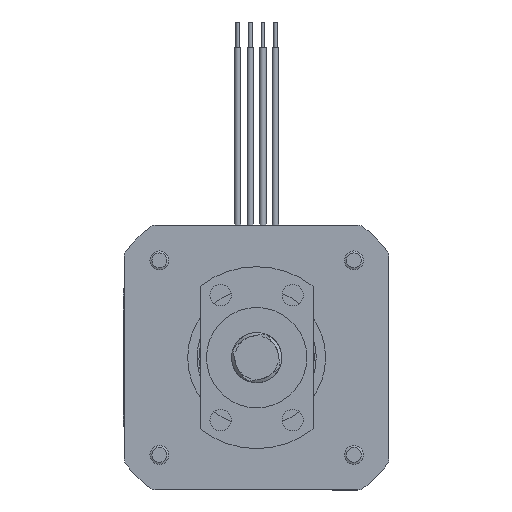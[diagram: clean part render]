
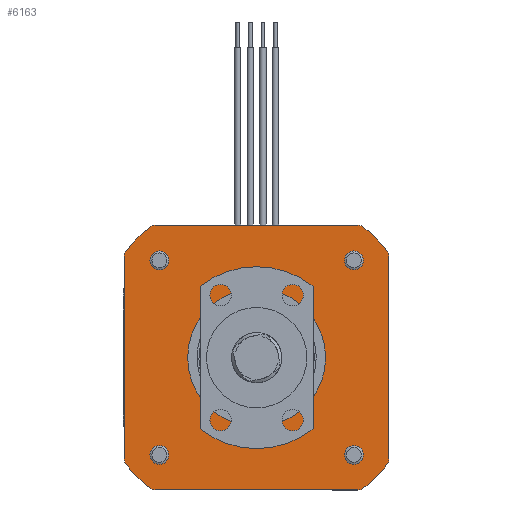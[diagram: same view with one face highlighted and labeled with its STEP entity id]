
A CAD part, front view. The second image highlights one B-rep face of the part: STEP entity #6163.
In plain terms, the highlighted face is planar.
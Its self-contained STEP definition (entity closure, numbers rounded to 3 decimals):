
#686=LINE('',#9856,#1209);
#687=LINE('',#9864,#1210);
#688=LINE('',#9872,#1211);
#689=LINE('',#9880,#1212);
#1209=VECTOR('',#8006,32.311);
#1210=VECTOR('',#8013,32.311);
#1211=VECTOR('',#8020,32.311);
#1212=VECTOR('',#8027,32.311);
#1394=FACE_BOUND('',#2079,.T.);
#1395=FACE_BOUND('',#2080,.T.);
#1396=FACE_BOUND('',#2081,.T.);
#1397=FACE_BOUND('',#2082,.T.);
#1398=FACE_BOUND('',#2083,.T.);
#1673=FACE_OUTER_BOUND('',#2078,.T.);
#2078=EDGE_LOOP('',(#5016,#5017,#5018,#5019,#5020,#5021,#5022,#5023,#5024,
#5025,#5026,#5027,#5028,#5029,#5030,#5031));
#2079=EDGE_LOOP('',(#5032));
#2080=EDGE_LOOP('',(#5033));
#2081=EDGE_LOOP('',(#5034));
#2082=EDGE_LOOP('',(#5035));
#2083=EDGE_LOOP('',(#5036));
#2462=CIRCLE('',#6658,11.);
#2465=CIRCLE('',#6663,26.9);
#2466=CIRCLE('',#6664,1.5);
#2467=CIRCLE('',#6665,1.5);
#2468=CIRCLE('',#6666,26.9);
#2469=CIRCLE('',#6667,1.5);
#2470=CIRCLE('',#6668,1.5);
#2471=CIRCLE('',#6669,26.9);
#2472=CIRCLE('',#6670,1.5);
#2473=CIRCLE('',#6671,1.5);
#2474=CIRCLE('',#6672,26.9);
#2475=CIRCLE('',#6673,1.5);
#2476=CIRCLE('',#6674,1.5);
#2477=CIRCLE('',#6675,1.5);
#2478=CIRCLE('',#6676,1.5);
#2479=CIRCLE('',#6677,1.5);
#2480=CIRCLE('',#6678,1.5);
#2952=VERTEX_POINT('',#9842);
#2955=VERTEX_POINT('',#9850);
#2956=VERTEX_POINT('',#9851);
#2957=VERTEX_POINT('',#9853);
#2958=VERTEX_POINT('',#9855);
#2959=VERTEX_POINT('',#9857);
#2960=VERTEX_POINT('',#9859);
#2961=VERTEX_POINT('',#9861);
#2962=VERTEX_POINT('',#9863);
#2963=VERTEX_POINT('',#9865);
#2964=VERTEX_POINT('',#9867);
#2965=VERTEX_POINT('',#9869);
#2966=VERTEX_POINT('',#9871);
#2967=VERTEX_POINT('',#9873);
#2968=VERTEX_POINT('',#9875);
#2969=VERTEX_POINT('',#9877);
#2970=VERTEX_POINT('',#9879);
#2971=VERTEX_POINT('',#9882);
#2972=VERTEX_POINT('',#9884);
#2973=VERTEX_POINT('',#9886);
#2974=VERTEX_POINT('',#9888);
#3700=EDGE_CURVE('',#2952,#2952,#2462,.T.);
#3703=EDGE_CURVE('',#2955,#2956,#2465,.T.);
#3704=EDGE_CURVE('',#2957,#2955,#2466,.T.);
#3705=EDGE_CURVE('',#2958,#2957,#686,.T.);
#3706=EDGE_CURVE('',#2959,#2958,#2467,.T.);
#3707=EDGE_CURVE('',#2960,#2959,#2468,.T.);
#3708=EDGE_CURVE('',#2961,#2960,#2469,.T.);
#3709=EDGE_CURVE('',#2962,#2961,#687,.T.);
#3710=EDGE_CURVE('',#2963,#2962,#2470,.T.);
#3711=EDGE_CURVE('',#2964,#2963,#2471,.T.);
#3712=EDGE_CURVE('',#2965,#2964,#2472,.T.);
#3713=EDGE_CURVE('',#2966,#2965,#688,.T.);
#3714=EDGE_CURVE('',#2967,#2966,#2473,.T.);
#3715=EDGE_CURVE('',#2968,#2967,#2474,.T.);
#3716=EDGE_CURVE('',#2969,#2968,#2475,.T.);
#3717=EDGE_CURVE('',#2970,#2969,#689,.T.);
#3718=EDGE_CURVE('',#2956,#2970,#2476,.T.);
#3719=EDGE_CURVE('',#2971,#2971,#2477,.T.);
#3720=EDGE_CURVE('',#2972,#2972,#2478,.T.);
#3721=EDGE_CURVE('',#2973,#2973,#2479,.T.);
#3722=EDGE_CURVE('',#2974,#2974,#2480,.T.);
#5016=ORIENTED_EDGE('',*,*,#3703,.F.);
#5017=ORIENTED_EDGE('',*,*,#3704,.F.);
#5018=ORIENTED_EDGE('',*,*,#3705,.F.);
#5019=ORIENTED_EDGE('',*,*,#3706,.F.);
#5020=ORIENTED_EDGE('',*,*,#3707,.F.);
#5021=ORIENTED_EDGE('',*,*,#3708,.F.);
#5022=ORIENTED_EDGE('',*,*,#3709,.F.);
#5023=ORIENTED_EDGE('',*,*,#3710,.F.);
#5024=ORIENTED_EDGE('',*,*,#3711,.F.);
#5025=ORIENTED_EDGE('',*,*,#3712,.F.);
#5026=ORIENTED_EDGE('',*,*,#3713,.F.);
#5027=ORIENTED_EDGE('',*,*,#3714,.F.);
#5028=ORIENTED_EDGE('',*,*,#3715,.F.);
#5029=ORIENTED_EDGE('',*,*,#3716,.F.);
#5030=ORIENTED_EDGE('',*,*,#3717,.F.);
#5031=ORIENTED_EDGE('',*,*,#3718,.F.);
#5032=ORIENTED_EDGE('',*,*,#3700,.T.);
#5033=ORIENTED_EDGE('',*,*,#3719,.T.);
#5034=ORIENTED_EDGE('',*,*,#3720,.T.);
#5035=ORIENTED_EDGE('',*,*,#3721,.T.);
#5036=ORIENTED_EDGE('',*,*,#3722,.T.);
#5901=PLANE('',#6662);
#6163=ADVANCED_FACE('',(#1673,#1394,#1395,#1396,#1397,#1398),#5901,.F.);
#6658=AXIS2_PLACEMENT_3D('',#9843,#7992,#7993);
#6662=AXIS2_PLACEMENT_3D('',#9849,#8000,#8001);
#6663=AXIS2_PLACEMENT_3D('',#9852,#8002,#8003);
#6664=AXIS2_PLACEMENT_3D('',#9854,#8004,#8005);
#6665=AXIS2_PLACEMENT_3D('',#9858,#8007,#8008);
#6666=AXIS2_PLACEMENT_3D('',#9860,#8009,#8010);
#6667=AXIS2_PLACEMENT_3D('',#9862,#8011,#8012);
#6668=AXIS2_PLACEMENT_3D('',#9866,#8014,#8015);
#6669=AXIS2_PLACEMENT_3D('',#9868,#8016,#8017);
#6670=AXIS2_PLACEMENT_3D('',#9870,#8018,#8019);
#6671=AXIS2_PLACEMENT_3D('',#9874,#8021,#8022);
#6672=AXIS2_PLACEMENT_3D('',#9876,#8023,#8024);
#6673=AXIS2_PLACEMENT_3D('',#9878,#8025,#8026);
#6674=AXIS2_PLACEMENT_3D('',#9881,#8028,#8029);
#6675=AXIS2_PLACEMENT_3D('',#9883,#8030,#8031);
#6676=AXIS2_PLACEMENT_3D('',#9885,#8032,#8033);
#6677=AXIS2_PLACEMENT_3D('',#9887,#8034,#8035);
#6678=AXIS2_PLACEMENT_3D('',#9889,#8036,#8037);
#7992=DIRECTION('center_axis',(0.,0.,1.));
#7993=DIRECTION('ref_axis',(1.,0.,0.));
#8000=DIRECTION('center_axis',(0.,0.,1.));
#8001=DIRECTION('ref_axis',(1.,0.,0.));
#8002=DIRECTION('center_axis',(0.,0.,1.));
#8003=DIRECTION('ref_axis',(1.,0.,0.));
#8004=DIRECTION('center_axis',(0.,0.,1.));
#8005=DIRECTION('ref_axis',(-1.,0.,0.));
#8006=DIRECTION('',(0.,-1.,0.));
#8007=DIRECTION('center_axis',(0.,0.,1.));
#8008=DIRECTION('ref_axis',(-1.,0.,0.));
#8009=DIRECTION('center_axis',(0.,0.,1.));
#8010=DIRECTION('ref_axis',(1.,0.,0.));
#8011=DIRECTION('center_axis',(0.,0.,1.));
#8012=DIRECTION('ref_axis',(-1.,0.,0.));
#8013=DIRECTION('',(-1.,0.,0.));
#8014=DIRECTION('center_axis',(0.,0.,1.));
#8015=DIRECTION('ref_axis',(-1.,0.,0.));
#8016=DIRECTION('center_axis',(0.,0.,1.));
#8017=DIRECTION('ref_axis',(1.,0.,0.));
#8018=DIRECTION('center_axis',(0.,0.,1.));
#8019=DIRECTION('ref_axis',(-1.,0.,0.));
#8020=DIRECTION('',(0.,1.,0.));
#8021=DIRECTION('center_axis',(0.,0.,1.));
#8022=DIRECTION('ref_axis',(-1.,0.,0.));
#8023=DIRECTION('center_axis',(0.,0.,1.));
#8024=DIRECTION('ref_axis',(1.,0.,0.));
#8025=DIRECTION('center_axis',(0.,0.,1.));
#8026=DIRECTION('ref_axis',(-1.,0.,0.));
#8027=DIRECTION('',(1.,0.,0.));
#8028=DIRECTION('center_axis',(0.,0.,1.));
#8029=DIRECTION('ref_axis',(1.,0.,0.));
#8030=DIRECTION('center_axis',(0.,0.,1.));
#8031=DIRECTION('ref_axis',(1.,0.,0.));
#8032=DIRECTION('center_axis',(0.,0.,1.));
#8033=DIRECTION('ref_axis',(1.,0.,0.));
#8034=DIRECTION('center_axis',(0.,0.,1.));
#8035=DIRECTION('ref_axis',(1.,0.,0.));
#8036=DIRECTION('center_axis',(0.,0.,1.));
#8037=DIRECTION('ref_axis',(1.,0.,0.));
#9842=CARTESIAN_POINT('',(11.,0.,1.8));
#9843=CARTESIAN_POINT('Origin',(0.,0.,1.8));
#9849=CARTESIAN_POINT('Origin',(0.,0.,1.8));
#9850=CARTESIAN_POINT('',(-20.757,-17.11,1.8));
#9851=CARTESIAN_POINT('',(-17.11,-20.757,1.8));
#9852=CARTESIAN_POINT('Origin',(0.,0.,1.8));
#9853=CARTESIAN_POINT('',(-21.1,-16.155,1.8));
#9854=CARTESIAN_POINT('Origin',(-19.6,-16.155,1.8));
#9855=CARTESIAN_POINT('',(-21.1,16.155,1.8));
#9856=CARTESIAN_POINT('',(-21.1,16.155,1.8));
#9857=CARTESIAN_POINT('',(-20.757,17.11,1.8));
#9858=CARTESIAN_POINT('Origin',(-19.6,16.155,1.8));
#9859=CARTESIAN_POINT('',(-17.11,20.757,1.8));
#9860=CARTESIAN_POINT('Origin',(0.,0.,1.8));
#9861=CARTESIAN_POINT('',(-16.155,21.1,1.8));
#9862=CARTESIAN_POINT('Origin',(-16.155,19.6,1.8));
#9863=CARTESIAN_POINT('',(16.155,21.1,1.8));
#9864=CARTESIAN_POINT('',(16.155,21.1,1.8));
#9865=CARTESIAN_POINT('',(17.11,20.757,1.8));
#9866=CARTESIAN_POINT('Origin',(16.155,19.6,1.8));
#9867=CARTESIAN_POINT('',(20.757,17.11,1.8));
#9868=CARTESIAN_POINT('Origin',(0.,0.,1.8));
#9869=CARTESIAN_POINT('',(21.1,16.155,1.8));
#9870=CARTESIAN_POINT('Origin',(19.6,16.155,1.8));
#9871=CARTESIAN_POINT('',(21.1,-16.155,1.8));
#9872=CARTESIAN_POINT('',(21.1,-16.155,1.8));
#9873=CARTESIAN_POINT('',(20.757,-17.11,1.8));
#9874=CARTESIAN_POINT('Origin',(19.6,-16.155,1.8));
#9875=CARTESIAN_POINT('',(17.11,-20.757,1.8));
#9876=CARTESIAN_POINT('Origin',(0.,0.,1.8));
#9877=CARTESIAN_POINT('',(16.155,-21.1,1.8));
#9878=CARTESIAN_POINT('Origin',(16.155,-19.6,1.8));
#9879=CARTESIAN_POINT('',(-16.155,-21.1,1.8));
#9880=CARTESIAN_POINT('',(-16.155,-21.1,1.8));
#9881=CARTESIAN_POINT('Origin',(-16.155,-19.6,1.8));
#9882=CARTESIAN_POINT('',(-14.,-15.5,1.8));
#9883=CARTESIAN_POINT('Origin',(-15.5,-15.5,1.8));
#9884=CARTESIAN_POINT('',(17.,-15.5,1.8));
#9885=CARTESIAN_POINT('Origin',(15.5,-15.5,1.8));
#9886=CARTESIAN_POINT('',(17.,15.5,1.8));
#9887=CARTESIAN_POINT('Origin',(15.5,15.5,1.8));
#9888=CARTESIAN_POINT('',(-14.,15.5,1.8));
#9889=CARTESIAN_POINT('Origin',(-15.5,15.5,1.8));
